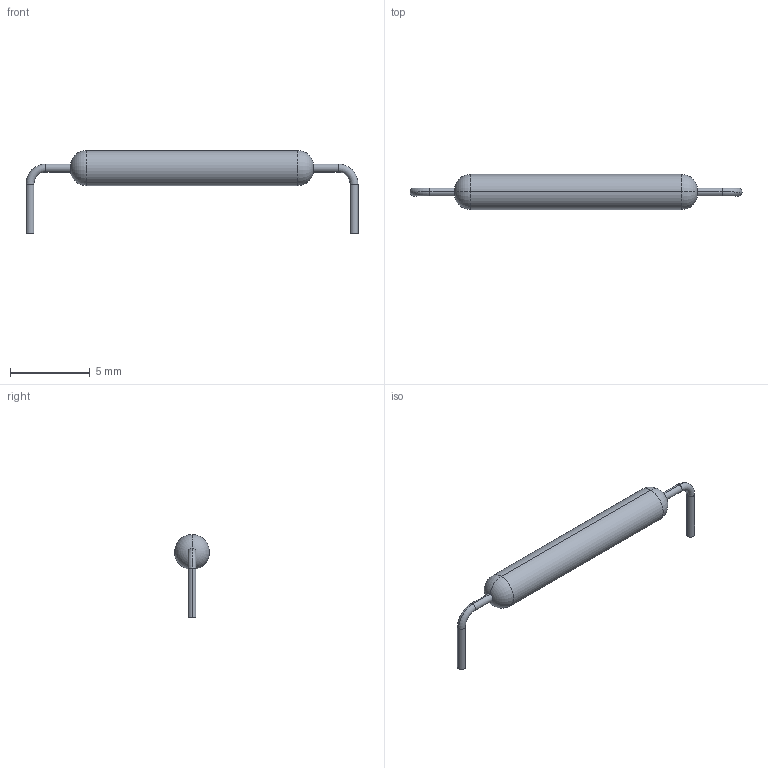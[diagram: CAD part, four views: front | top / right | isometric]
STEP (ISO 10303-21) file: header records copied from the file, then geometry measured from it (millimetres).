
FILE_DESCRIPTION (( 'STEP AP214' ), '1' );
FILE_NAME ('0DC01E54-26A2-4A32-80CF-659E3DF73E88.STEP', '2022-10-23T21:13:06', ( '' ), ( '' ), 'SwSTEP 2.0', 'SolidWorks 2022', '' );
FILE_SCHEMA (( 'AUTOMOTIVE_DESIGN' ));
Length unit declared in the file: millimetre
Products named in the file (1): 0DC01E54-26A2-4A32-80CF-659E3DF73E88
Bounding box: 20.82 x 2.2 x 5.2 mm (x, y, z)
Volume: 58.1 mm3; surface area: 125.8 mm2
Topology: 1 solids, 1 shells, 20 faces, 38 edges, 20 vertices
Faces by surface type: cylinder 10, torus 8, plane 2
Entity records: 756 total; most frequent: DIRECTION 108, CARTESIAN_POINT 79, ORIENTED_EDGE 76, AXIS2_PLACEMENT_3D 49, EDGE_CURVE 38, CIRCLE 28, UNCERTAINTY_MEASURE_WITH_UNIT 23, SURFACE_STYLE_USAGE 22
